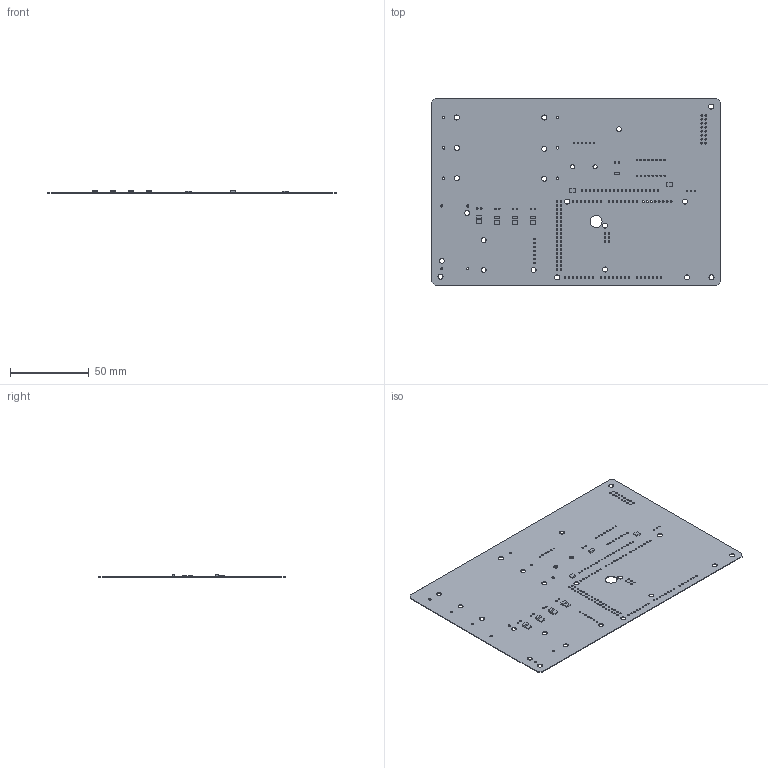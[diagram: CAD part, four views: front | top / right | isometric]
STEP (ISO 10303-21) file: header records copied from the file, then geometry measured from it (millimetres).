
FILE_DESCRIPTION(('Open CASCADE Model'),'2;1');
FILE_NAME('Open CASCADE Shape Model','2016-05-23T17:49:04',('Author'),( 'Open CASCADE'),'Open CASCADE STEP processor 6.5','Open CASCADE 6.5' ,'Unknown');
FILE_SCHEMA(('AUTOMOTIVE_DESIGN { 1 0 10303 214 1 1 1 1 }'));
Length unit declared in the file: millimetre
Products named in the file (17): PCB; Board; Calim; 696305296; Extruded; C1; C2; C3; C4; REcran; 696308368; R5; R1; R2; R3; R4
Assembly tree (25 placements, depth 4):
  PCB
    Board
    Calim
      696305296
        Extruded
    C1
      696305296
        Extruded
    C2
      696305296
        Extruded
    C3
      696305296
        Extruded
    C4
      696305296
        Extruded
    REcran
      696308368
        Extruded
    R5
      696308368
        Extruded
    R1
      696308368
        Extruded
    R2
      696308368
        Extruded
    R3
      696308368
        Extruded
    R4
      696308368
        Extruded
Bounding box: 184.28 x 119.38 x 1.71 mm (x, y, z)
Volume: 8981.4 mm3; surface area: 44113.1 mm2
Topology: 12 solids, 12 shells, 279 faces, 765 edges, 510 vertices
Faces by surface type: cylinder 201, plane 78
Full cylindrical faces by diameter (mm): 0.7 x3, 0.9 x20, 1.016 x144, 1.4 x3, 1.416 x1, 1.575 x6, 2.667 x2, 3 x2, 3.175 x3, 3.2 x16, 7.62 x1
Entity records: 18642 total; most frequent: CARTESIAN_POINT 5072, DIRECTION 2473, ORIENTED_EDGE 1314, PCURVE 1314, DEFINITIONAL_REPRESENTATION 1314, LINE 1167, VECTOR 1167, EDGE_CURVE 657
